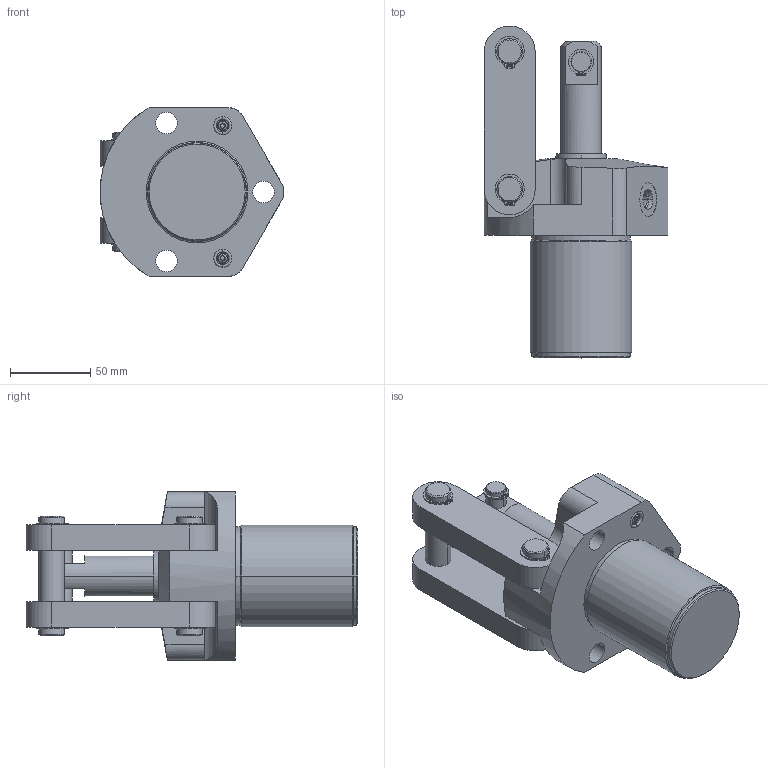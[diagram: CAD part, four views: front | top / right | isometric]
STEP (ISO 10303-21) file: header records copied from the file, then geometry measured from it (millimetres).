
FILE_DESCRIPTION((''),'2;1');
FILE_NAME('ILC16621400','2005-10-20T',('KR'),(''),'PRO/ENGINEER BY PARAMETRIC TECHNOLOGY CORPORATION, 2004290','PRO/ENGINEER BY PARAMETRIC TECHNOLOGY CORPORATION, 2004290','');
FILE_SCHEMA(('AUTOMOTIVE_DESIGN_CC2 { 1 2 10303 214 -1 1 5 2 }'));
Length unit declared in the file: inch
Products named in the file (1): ILC16621400
Bounding box: 114.3 x 206.38 x 104.78 mm (x, y, z)
Volume: 730099.8 mm3; surface area: 99413.9 mm2
Topology: 1 solids, 8 shells, 298 faces, 758 edges, 492 vertices
Faces by surface type: cylinder 131, plane 119, cone 38, torus 8, sphere 2
Entity records: 9440 total; most frequent: CARTESIAN_POINT 1786, DIRECTION 1681, ORIENTED_EDGE 1488, EDGE_CURVE 754, AXIS2_PLACEMENT_3D 655, VERTEX_POINT 492, VECTOR 371, LINE 371
